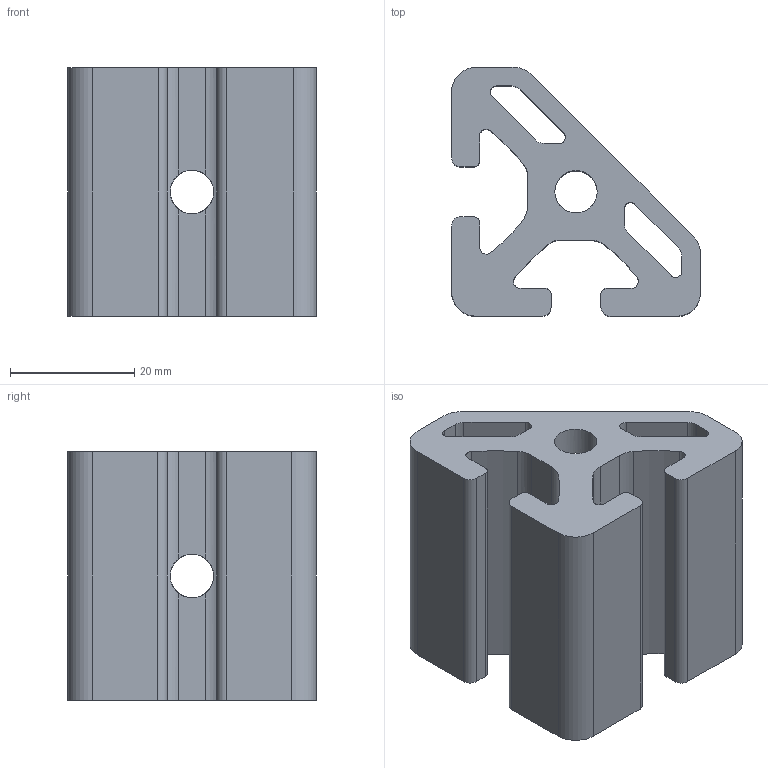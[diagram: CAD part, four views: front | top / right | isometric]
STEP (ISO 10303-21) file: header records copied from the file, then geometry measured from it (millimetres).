
FILE_DESCRIPTION(/* description */ ('13620'),/* implementation_level */ '2;1');
FILE_NAME(/* name */ '13620_KriTec_Winkelelement_8_T1_40_schwarz_eloxiert.stp',/* time_stamp */ '2018-03-01T10:54:01+01:00',/* author */ ('kostic'),/* organization */ (''),/* preprocessor_version */ 'ST-DEVELOPER v16.1',/* originating_system */ 'Autodesk Inventor 2016',/* authorisation */ '');
FILE_SCHEMA (('AUTOMOTIVE_DESIGN { 1 0 10303 214 3 1 1 }'));
Length unit declared in the file: millimetre
Products named in the file (1): 13620_KriTec_Winkelelement_8_T1_40_schwarz_eloxiert
Bounding box: 40 x 40 x 40 mm (x, y, z)
Volume: 28050.1 mm3; surface area: 13937.2 mm2
Topology: 1 solids, 1 shells, 78 faces, 251 edges, 166 vertices
Faces by surface type: cylinder 45, plane 31, cone 2
Full cylindrical faces by diameter (mm): 6.647 x4, 6.8 x2, 7 x4
Entity records: 3108 total; most frequent: CARTESIAN_POINT 909, ORIENTED_EDGE 456, DIRECTION 452, EDGE_CURVE 228, AXIS2_PLACEMENT_3D 165, VERTEX_POINT 156, LINE 122, VECTOR 122
